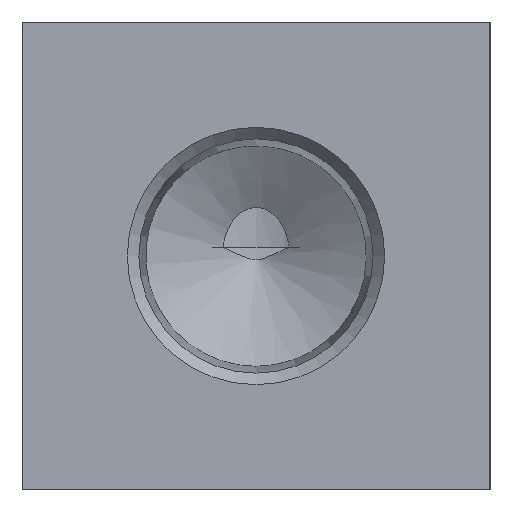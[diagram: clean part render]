
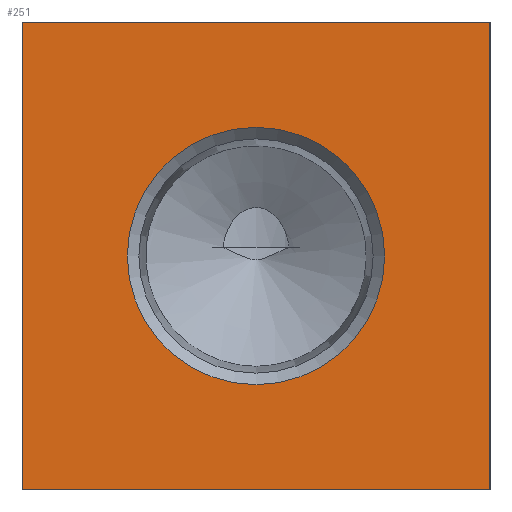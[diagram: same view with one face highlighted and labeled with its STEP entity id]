
A CAD part, left-side view. The second image highlights one B-rep face of the part: STEP entity #251.
In plain terms, the highlighted planar face has unit normal (-1, 0, 0).
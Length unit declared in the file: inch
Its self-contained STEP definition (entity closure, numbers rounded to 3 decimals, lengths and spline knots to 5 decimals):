
#251 = ADVANCED_FACE( '', ( #611, #612 ), #613, .F. );
#611 = FACE_BOUND( '', #1119, .T. );
#612 = FACE_OUTER_BOUND( '', #1120, .T. );
#613 = PLANE( '', #1121 );
#1119 = EDGE_LOOP( '', ( #1807 ) );
#1120 = EDGE_LOOP( '', ( #1808, #1809, #1810, #1811 ) );
#1121 = AXIS2_PLACEMENT_3D( '', #1812, #1813, #1814 );
#1807 = ORIENTED_EDGE( '', *, *, #2988, .T. );
#1808 = ORIENTED_EDGE( '', *, *, #2989, .F. );
#1809 = ORIENTED_EDGE( '', *, *, #2990, .F. );
#1810 = ORIENTED_EDGE( '', *, *, #2991, .F. );
#1811 = ORIENTED_EDGE( '', *, *, #2992, .F. );
#1812 = CARTESIAN_POINT( '', ( 0., 0., 0. ) );
#1813 = DIRECTION( '', ( 1., 0., 0. ) );
#1814 = DIRECTION( '', ( 0., 0., -1. ) );
#2988 = EDGE_CURVE( '', #3627, #3627, #3628, .T. );
#2989 = EDGE_CURVE( '', #3629, #3630, #3631, .T. );
#2990 = EDGE_CURVE( '', #3632, #3629, #3633, .T. );
#2991 = EDGE_CURVE( '', #3634, #3632, #3635, .T. );
#2992 = EDGE_CURVE( '', #3630, #3634, #3636, .T. );
#3627 = VERTEX_POINT( '', #4532 );
#3628 = CIRCLE( '', #4533, 0.54977 );
#3629 = VERTEX_POINT( '', #4534 );
#3630 = VERTEX_POINT( '', #4535 );
#3631 = LINE( '', #4536, #4537 );
#3632 = VERTEX_POINT( '', #4538 );
#3633 = LINE( '', #4539, #4540 );
#3634 = VERTEX_POINT( '', #4541 );
#3635 = LINE( '', #4542, #4543 );
#3636 = LINE( '', #4544, #4545 );
#4532 = CARTESIAN_POINT( '', ( 0., 1., 0.45023 ) );
#4533 = AXIS2_PLACEMENT_3D( '', #5384, #5385, #5386 );
#4534 = CARTESIAN_POINT( '', ( 0., 2., 0. ) );
#4535 = CARTESIAN_POINT( '', ( 0., 2., 2. ) );
#4536 = CARTESIAN_POINT( '', ( 0., 2., 0. ) );
#4537 = VECTOR( '', #5387, 39.37008 );
#4538 = CARTESIAN_POINT( '', ( 0., 0., 0. ) );
#4539 = CARTESIAN_POINT( '', ( 0., 0., 0. ) );
#4540 = VECTOR( '', #5388, 39.37008 );
#4541 = CARTESIAN_POINT( '', ( 0., 0., 2. ) );
#4542 = CARTESIAN_POINT( '', ( 0., 0., 2. ) );
#4543 = VECTOR( '', #5389, 39.37008 );
#4544 = CARTESIAN_POINT( '', ( 0., 2., 2. ) );
#4545 = VECTOR( '', #5390, 39.37008 );
#5384 = CARTESIAN_POINT( '', ( 0., 1., 1. ) );
#5385 = DIRECTION( '', ( 1., 0., 0. ) );
#5386 = DIRECTION( '', ( 0., 0., -1. ) );
#5387 = DIRECTION( '', ( 0., 0., 1. ) );
#5388 = DIRECTION( '', ( 0., 1., 0. ) );
#5389 = DIRECTION( '', ( 0., 0., -1. ) );
#5390 = DIRECTION( '', ( 0., -1., 0. ) );
